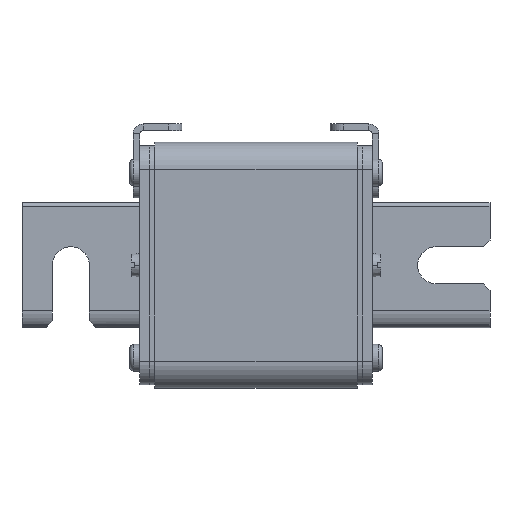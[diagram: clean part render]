
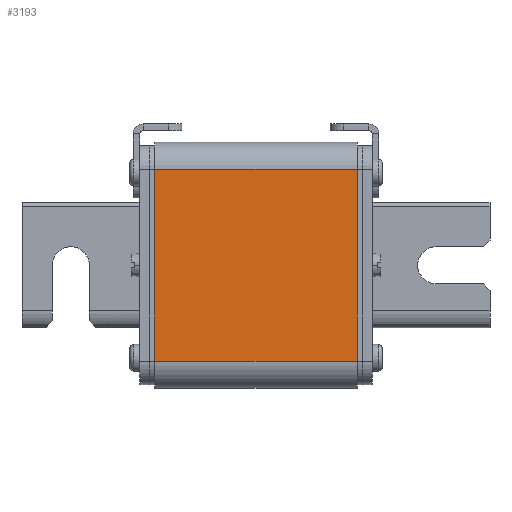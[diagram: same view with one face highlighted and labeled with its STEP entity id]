
A CAD part, left-side view. The second image highlights one B-rep face of the part: STEP entity #3193.
In plain terms, the highlighted face is planar.
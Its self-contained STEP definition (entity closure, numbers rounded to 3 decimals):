
#188=DIRECTION('',(0.,1.,0.));
#189=VECTOR('',#188,57.);
#190=CARTESIAN_POINT('',(36.5,-28.5,-30.));
#191=LINE('',#190,#189);
#259=DIRECTION('',(0.,0.,-1.));
#260=VECTOR('',#259,60.);
#261=CARTESIAN_POINT('',(36.5,28.5,30.));
#262=LINE('',#261,#260);
#266=DIRECTION('',(0.,0.,-1.));
#267=VECTOR('',#266,60.);
#268=CARTESIAN_POINT('',(36.5,-28.5,30.));
#269=LINE('',#268,#267);
#699=DIRECTION('',(0.,1.,0.));
#700=VECTOR('',#699,57.);
#701=CARTESIAN_POINT('',(36.5,-28.5,30.));
#702=LINE('',#701,#700);
#2678=CARTESIAN_POINT('',(36.5,28.5,-30.));
#2680=VERTEX_POINT('',#2678);
#2681=CARTESIAN_POINT('',(36.5,28.5,30.));
#2682=VERTEX_POINT('',#2681);
#2701=CARTESIAN_POINT('',(36.5,-28.5,-30.));
#2703=VERTEX_POINT('',#2701);
#2707=CARTESIAN_POINT('',(36.5,-28.5,30.));
#2708=VERTEX_POINT('',#2707);
#3180=CARTESIAN_POINT('',(36.5,-36.5,-30.));
#3181=DIRECTION('',(1.,0.,0.));
#3182=DIRECTION('',(0.,1.,0.));
#3183=AXIS2_PLACEMENT_3D('',#3180,#3181,#3182);
#3184=PLANE('',#3183);
#3185=ORIENTED_EDGE('',*,*,#3164,.T.);
#3186=ORIENTED_EDGE('',*,*,#3122,.F.);
#3188=ORIENTED_EDGE('',*,*,#3187,.F.);
#3190=ORIENTED_EDGE('',*,*,#3189,.T.);
#3191=EDGE_LOOP('',(#3185,#3186,#3188,#3190));
#3192=FACE_OUTER_BOUND('',#3191,.F.);
#3122=EDGE_CURVE('',#2703,#2680,#191,.T.);
#3164=EDGE_CURVE('',#2682,#2680,#262,.T.);
#3187=EDGE_CURVE('',#2708,#2703,#269,.T.);
#3189=EDGE_CURVE('',#2708,#2682,#702,.T.);
#3193=ADVANCED_FACE('',(#3192),#3184,.T.);
